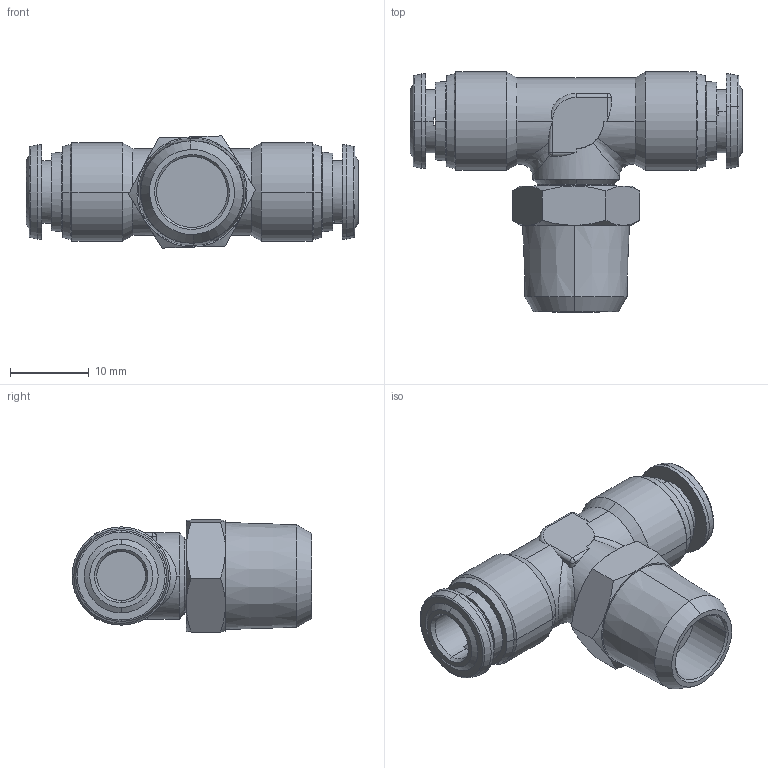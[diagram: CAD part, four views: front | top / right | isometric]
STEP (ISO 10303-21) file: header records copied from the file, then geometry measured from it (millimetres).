
FILE_DESCRIPTION (( 'STEP AP214' ), '1' );
FILE_NAME ('6021000004.step', '2012-10-16T16:33:54', ( '' ), ( '' ), 'SwSTEP 2.0', 'SolidWorks 2012', '' );
FILE_SCHEMA (( 'AUTOMOTIVE_DESIGN' ));
Length unit declared in the file: millimetre
Products named in the file (1): 6021000004
Bounding box: 42.2 x 30.5 x 14.26 mm (x, y, z)
Volume: 6312.3 mm3; surface area: 3430.9 mm2
Topology: 1 solids, 1 shells, 170 faces, 405 edges, 243 vertices
Faces by surface type: cone 56, cylinder 47, plane 45, bspline 12, torus 10
Entity records: 7860 total; most frequent: CARTESIAN_POINT 2083, DIRECTION 828, ORIENTED_EDGE 802, EDGE_CURVE 401, AXIS2_PLACEMENT_3D 341, VERTEX_POINT 243, EDGE_LOOP 188, CIRCLE 182
